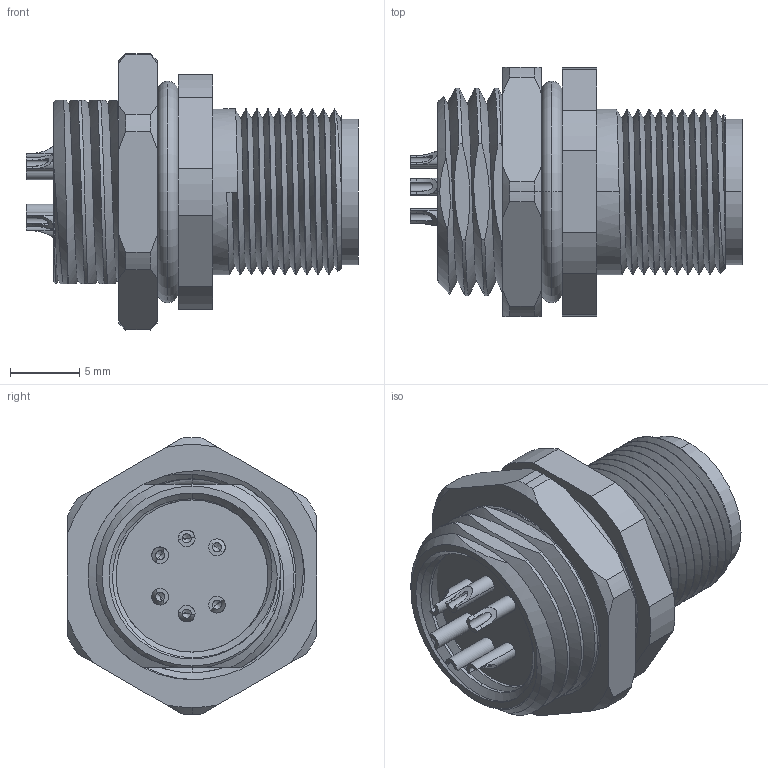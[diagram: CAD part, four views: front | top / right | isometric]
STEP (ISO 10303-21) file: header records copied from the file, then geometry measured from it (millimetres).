
FILE_DESCRIPTION (( 'STEP AP203' ), '1' );
FILE_NAME ('54-00190.STEP', '2023-04-18T16:14:20', ( '' ), ( '' ), 'SwSTEP 2.0', 'SolidWorks 2021', '' );
FILE_SCHEMA (( 'CONFIG_CONTROL_DESIGN' ));
Length unit declared in the file: millimetre
Products named in the file (6): 54-00190-05___; 54-00190; 54-00190-02; 54-00190-01___; 54-00190-03___; 54-00190-04___
Assembly tree (10 placements, depth 2):
  54-00190
    54-00190-01___
    54-00190-02
    54-00190-04___
    54-00190-05___
    54-00190-03___  x6
Bounding box: 24 x 18 x 20 mm (x, y, z)
Volume: 2732 mm3; surface area: 5271.5 mm2
Topology: 10 solids, 10 shells, 404 faces, 957 edges, 598 vertices
Faces by surface type: cylinder 181, plane 94, cone 67, torus 40, sphere 12, bspline 10
Entity records: 11753 total; most frequent: CARTESIAN_POINT 5600, ORIENTED_EDGE 1190, DIRECTION 1081, EDGE_CURVE 595, AXIS2_PLACEMENT_3D 439, VERTEX_POINT 388, EDGE_LOOP 269, ADVANCED_FACE 234
